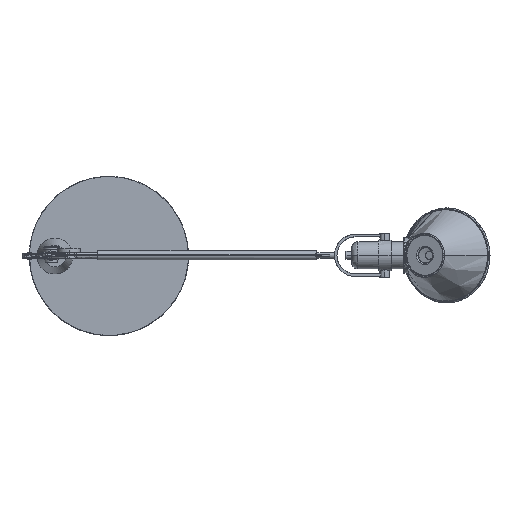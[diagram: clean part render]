
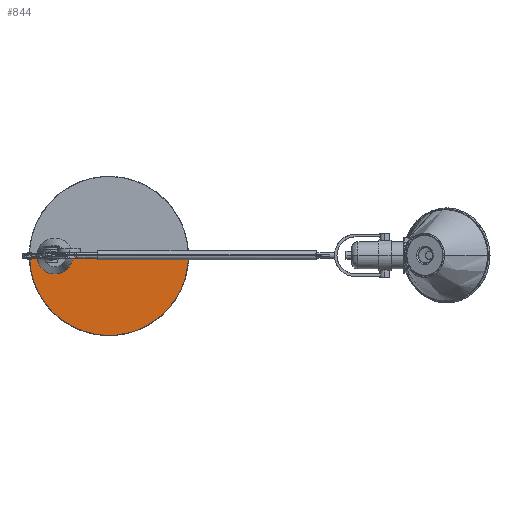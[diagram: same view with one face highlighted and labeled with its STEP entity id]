
A CAD part, top view. The second image highlights one B-rep face of the part: STEP entity #844.
In plain terms, the highlighted free-form (B-spline) face has degree [2, 1] with [5, 2] control points.
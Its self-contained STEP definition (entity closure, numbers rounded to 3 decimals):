
#844=ADVANCED_FACE($,(#1333),#7282,.T.);
#1333=FACE_OUTER_BOUND($,#1843,.T.);
#1843=EDGE_LOOP($,(#4103,#4104,#4105));
#4103=ORIENTED_EDGE($,*,*,#5691,.T.);
#4104=ORIENTED_EDGE($,*,*,#5687,.F.);
#4105=ORIENTED_EDGE($,*,*,#5690,.T.);
#5687=EDGE_CURVE($,#6876,#6875,#8107,.T.);
#5690=EDGE_CURVE($,#6876,#6878,#8811,.T.);
#5691=EDGE_CURVE($,#6878,#6875,#8109,.T.);
#6875=VERTEX_POINT($,#33866);
#6876=VERTEX_POINT($,#33867);
#6878=VERTEX_POINT($,#33869);
#7282=(
BOUNDED_SURFACE()
B_SPLINE_SURFACE(2,1,((#33805,#33806),(#33807,#33808),(#33809,#33810),(#33811,
#33812),(#33813,#33814)),.UNSPECIFIED.,.F.,.F.,.F.)
B_SPLINE_SURFACE_WITH_KNOTS((3,2,3),(2,2),(0.,1.571,3.142),
(565.068,1063.035),.UNSPECIFIED.)
GEOMETRIC_REPRESENTATION_ITEM()
RATIONAL_B_SPLINE_SURFACE(((1.,1.),(0.707,0.707),
(1.,1.),(0.707,0.707),(1.,1.)))
REPRESENTATION_ITEM($)
SURFACE()
);
#8107=B_SPLINE_CURVE_WITH_KNOTS($,1,(#33775,#33776),.UNSPECIFIED.,.F.,.F.,
(2,2),(565.068,1063.035),.UNSPECIFIED.);
#8109=B_SPLINE_CURVE_WITH_KNOTS($,1,(#33789,#33790),.UNSPECIFIED.,.F.,.F.,
(2,2),(565.068,1063.035),.UNSPECIFIED.);
#8811=(
BOUNDED_CURVE()
B_SPLINE_CURVE(2,(#33784,#33785,#33786,#33787,#33788),.UNSPECIFIED.,.F.,
.F.)
B_SPLINE_CURVE_WITH_KNOTS((3,2,3),(0.,1.571,3.142),
.UNSPECIFIED.)
CURVE()
GEOMETRIC_REPRESENTATION_ITEM()
RATIONAL_B_SPLINE_CURVE((1.,0.707,1.,0.707,1.))
REPRESENTATION_ITEM($)
);
#33775=CARTESIAN_POINT($,(-497.964,0.,95.25));
#33776=CARTESIAN_POINT($,(0.004,0.,95.25));
#33784=CARTESIAN_POINT($,(-497.964,0.,95.25));
#33785=CARTESIAN_POINT($,(-497.964,-497.967,95.25));
#33786=CARTESIAN_POINT($,(0.004,-497.967,95.25));
#33787=CARTESIAN_POINT($,(497.971,-497.967,95.25));
#33788=CARTESIAN_POINT($,(497.971,0.,95.25));
#33789=CARTESIAN_POINT($,(497.971,0.,95.25));
#33790=CARTESIAN_POINT($,(0.004,0.,95.25));
#33805=CARTESIAN_POINT($,(-497.964,0.,95.25));
#33806=CARTESIAN_POINT($,(0.004,0.,95.25));
#33807=CARTESIAN_POINT($,(-497.964,-497.967,95.25));
#33808=CARTESIAN_POINT($,(0.004,0.,95.25));
#33809=CARTESIAN_POINT($,(0.004,-497.967,95.25));
#33810=CARTESIAN_POINT($,(0.004,0.,95.25));
#33811=CARTESIAN_POINT($,(497.971,-497.967,95.25));
#33812=CARTESIAN_POINT($,(0.004,0.,95.25));
#33813=CARTESIAN_POINT($,(497.971,0.,95.25));
#33814=CARTESIAN_POINT($,(0.004,0.,95.25));
#33866=CARTESIAN_POINT($,(0.004,0.,95.25));
#33867=CARTESIAN_POINT($,(-497.964,0.,95.25));
#33869=CARTESIAN_POINT($,(497.971,0.,95.25));
